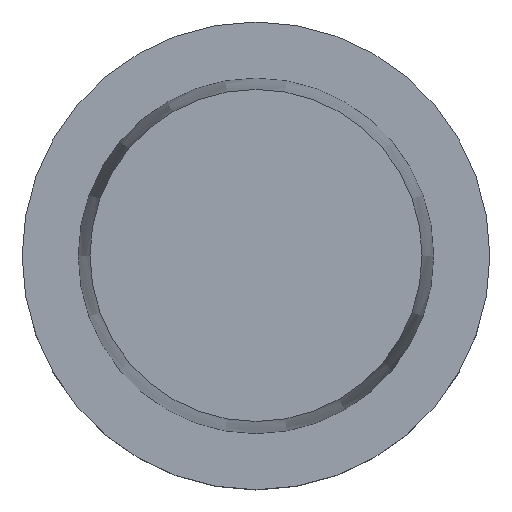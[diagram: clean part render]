
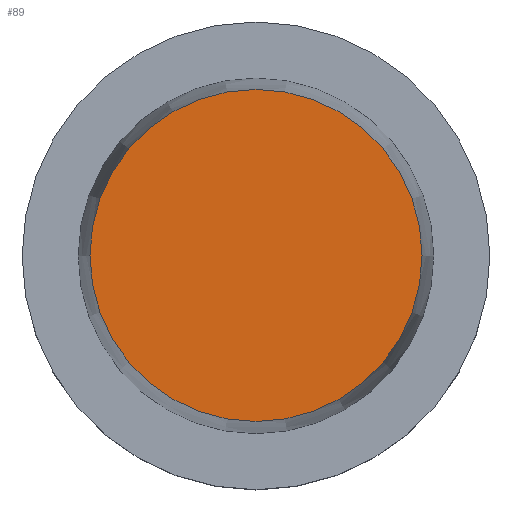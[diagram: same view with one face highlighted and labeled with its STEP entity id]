
A CAD part, top view. The second image highlights one B-rep face of the part: STEP entity #89.
In plain terms, the highlighted planar face has unit normal (0, 0, 1).
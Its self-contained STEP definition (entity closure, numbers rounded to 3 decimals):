
#71=FACE_OUTER_BOUND('',#153,.T.);
#89=ADVANCED_FACE('CU_CO_N1_SU_3',(#71),#101,.F.);
#101=PLANE('',#316);
#153=EDGE_LOOP('',(#185));
#185=ORIENTED_EDGE('',*,*,#223,.F.);
#207=VERTEX_POINT('',#454);
#223=EDGE_CURVE('',#207,#207,#239,.T.);
#239=CIRCLE('',#315,35.496);
#315=AXIS2_PLACEMENT_3D('',#453,#386,#387);
#316=AXIS2_PLACEMENT_3D('',#455,#388,#389);
#386=DIRECTION('',(0.,0.,-1.));
#387=DIRECTION('',(-1.,0.,0.));
#388=DIRECTION('',(0.,0.,-1.));
#389=DIRECTION('',(-1.,0.,0.));
#453=CARTESIAN_POINT('',(0.,0.,50.));
#454=CARTESIAN_POINT('',(-35.496,0.,50.));
#455=CARTESIAN_POINT('',(0.,0.,50.));
